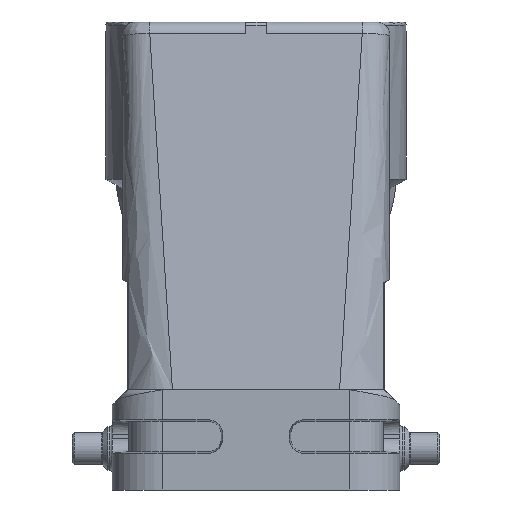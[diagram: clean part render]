
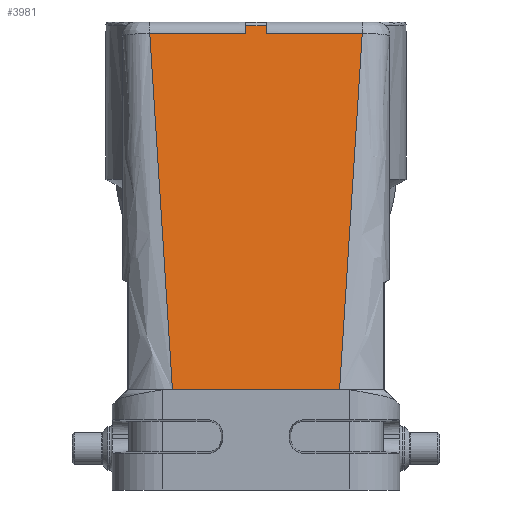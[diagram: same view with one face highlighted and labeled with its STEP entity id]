
A CAD part, left-side view. The second image highlights one B-rep face of the part: STEP entity #3981.
In plain terms, the highlighted planar face has unit normal (-0.99, 0, 0.139).
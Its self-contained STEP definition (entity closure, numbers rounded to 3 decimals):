
#2435=PLANE('',#8795);
#2717=FACE_OUTER_BOUND('',#4623,.T.);
#2819=LINE('',#10590,#3272);
#2821=LINE('',#10597,#3274);
#2929=LINE('',#11699,#3382);
#3017=LINE('',#12119,#3470);
#3020=LINE('',#12254,#3473);
#3109=LINE('',#13058,#3562);
#3186=LINE('',#13772,#3639);
#3187=LINE('',#13774,#3640);
#3272=VECTOR('',#8996,1.);
#3274=VECTOR('',#9002,1.);
#3382=VECTOR('',#9364,1.);
#3470=VECTOR('',#9620,1.);
#3473=VECTOR('',#9623,1.);
#3562=VECTOR('',#9866,1.);
#3639=VECTOR('',#10091,1.);
#3640=VECTOR('',#10094,1.);
#3981=ADVANCED_FACE('',(#2717),#2435,.T.);
#4623=EDGE_LOOP('',(#6086,#6087,#6088,#6089,#6090,#6091,#6092,#6093));
#6086=ORIENTED_EDGE('',*,*,#7986,.F.);
#6087=ORIENTED_EDGE('',*,*,#7844,.T.);
#6088=ORIENTED_EDGE('',*,*,#7987,.T.);
#6089=ORIENTED_EDGE('',*,*,#7295,.T.);
#6090=ORIENTED_EDGE('',*,*,#7543,.T.);
#6091=ORIENTED_EDGE('',*,*,#7292,.F.);
#6092=ORIENTED_EDGE('',*,*,#7690,.F.);
#6093=ORIENTED_EDGE('',*,*,#7682,.F.);
#6673=VERTEX_POINT('',#10585);
#6675=VERTEX_POINT('',#10589);
#6678=VERTEX_POINT('',#10596);
#6679=VERTEX_POINT('',#10598);
#6965=VERTEX_POINT('',#12118);
#6966=VERTEX_POINT('',#12120);
#7064=VERTEX_POINT('',#13057);
#7065=VERTEX_POINT('',#13059);
#7292=EDGE_CURVE('',#6675,#6673,#2819,.T.);
#7295=EDGE_CURVE('',#6679,#6678,#2821,.T.);
#7543=EDGE_CURVE('',#6678,#6673,#2929,.T.);
#7682=EDGE_CURVE('',#6965,#6966,#3017,.T.);
#7690=EDGE_CURVE('',#6966,#6675,#3020,.T.);
#7844=EDGE_CURVE('',#7065,#7064,#3109,.T.);
#7986=EDGE_CURVE('',#7065,#6965,#3186,.T.);
#7987=EDGE_CURVE('',#7064,#6679,#3187,.T.);
#8795=AXIS2_PLACEMENT_3D('',#13775,#10095,#10096);
#8996=DIRECTION('',(0.139,0.,0.99));
#9002=DIRECTION('',(0.139,0.,0.99));
#9364=DIRECTION('',(0.,1.,0.));
#9620=DIRECTION('',(0.139,0.063,0.988));
#9623=DIRECTION('',(0.,-1.,0.));
#9866=DIRECTION('',(0.139,-0.063,0.988));
#10091=DIRECTION('',(0.,1.,0.));
#10094=DIRECTION('',(0.,1.,0.));
#10095=DIRECTION('',(-0.99,0.,0.139));
#10096=DIRECTION('',(-0.139,0.,-0.99));
#10585=CARTESIAN_POINT('',(-28.833,1.602,69.353));
#10589=CARTESIAN_POINT('',(-28.991,1.602,68.228));
#10590=CARTESIAN_POINT('',(-37.363,1.602,8.662));
#10596=CARTESIAN_POINT('',(-28.833,-1.398,69.353));
#10597=CARTESIAN_POINT('',(-37.363,-1.398,8.662));
#10598=CARTESIAN_POINT('',(-28.991,-1.398,68.228));
#11699=CARTESIAN_POINT('',(-28.833,-1.498,69.353));
#12118=CARTESIAN_POINT('',(-36.479,12.602,14.95));
#12119=CARTESIAN_POINT('',(-36.479,12.602,14.95));
#12120=CARTESIAN_POINT('',(-28.991,15.993,68.228));
#12254=CARTESIAN_POINT('',(-28.991,15.993,68.228));
#13057=CARTESIAN_POINT('',(-28.991,-15.788,68.228));
#13058=CARTESIAN_POINT('',(-36.479,-12.398,14.95));
#13059=CARTESIAN_POINT('',(-36.479,-12.398,14.95));
#13772=CARTESIAN_POINT('',(-36.479,-1.398,14.95));
#13774=CARTESIAN_POINT('',(-28.991,-15.788,68.228));
#13775=CARTESIAN_POINT('',(-28.363,0.102,72.7));
